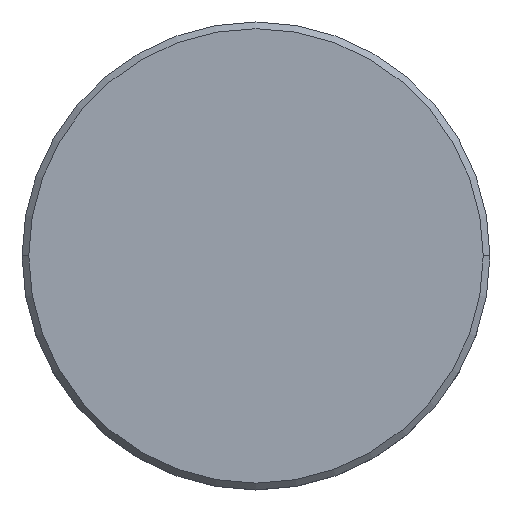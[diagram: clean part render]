
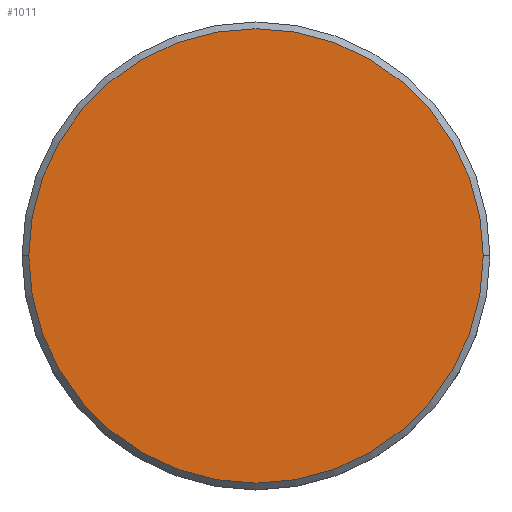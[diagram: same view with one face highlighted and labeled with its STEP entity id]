
A CAD part, top view. The second image highlights one B-rep face of the part: STEP entity #1011.
In plain terms, the highlighted planar face has unit normal (0, 0, 1).
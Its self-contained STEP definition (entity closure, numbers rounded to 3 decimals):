
#30 = CIRCLE ( 'NONE', #514, 17. ) ;
#79 = VERTEX_POINT ( 'NONE', #91 ) ;
#83 = DIRECTION ( 'NONE',  ( 1., 0., 0. ) ) ;
#91 = CARTESIAN_POINT ( 'NONE',  ( -17., 0., 0. ) ) ;
#125 = AXIS2_PLACEMENT_3D ( 'NONE', #155, #564, #1102 ) ;
#155 = CARTESIAN_POINT ( 'NONE',  ( 0., 0., 0. ) ) ;
#188 = CARTESIAN_POINT ( 'NONE',  ( 0., 0., 0. ) ) ;
#350 = CARTESIAN_POINT ( 'NONE',  ( 17., 0., 0. ) ) ;
#380 = CIRCLE ( 'NONE', #125, 17. ) ;
#400 = EDGE_CURVE ( 'NONE', #79, #855, #380, .T. ) ;
#409 = ORIENTED_EDGE ( 'NONE', *, *, #629, .T. ) ;
#514 = AXIS2_PLACEMENT_3D ( 'NONE', #1094, #649, #1005 ) ;
#564 = DIRECTION ( 'NONE',  ( 0., 0., 1. ) ) ;
#629 = EDGE_CURVE ( 'NONE', #855, #79, #30, .T. ) ;
#649 = DIRECTION ( 'NONE',  ( 0., 0., 1. ) ) ;
#653 = PLANE ( 'NONE',  #1178 ) ;
#739 = FACE_OUTER_BOUND ( 'NONE', #1126, .T. ) ;
#815 = DIRECTION ( 'NONE',  ( 0., 0., 1. ) ) ;
#855 = VERTEX_POINT ( 'NONE', #350 ) ;
#1005 = DIRECTION ( 'NONE',  ( 1., 0., 0. ) ) ;
#1011 = ADVANCED_FACE ( 'NONE', ( #739 ), #653, .T. ) ;
#1030 = ORIENTED_EDGE ( 'NONE', *, *, #400, .T. ) ;
#1094 = CARTESIAN_POINT ( 'NONE',  ( 0., 0., 0. ) ) ;
#1102 = DIRECTION ( 'NONE',  ( 1., 0., 0. ) ) ;
#1126 = EDGE_LOOP ( 'NONE', ( #1030, #409 ) ) ;
#1178 = AXIS2_PLACEMENT_3D ( 'NONE', #188, #815, #83 ) ;
